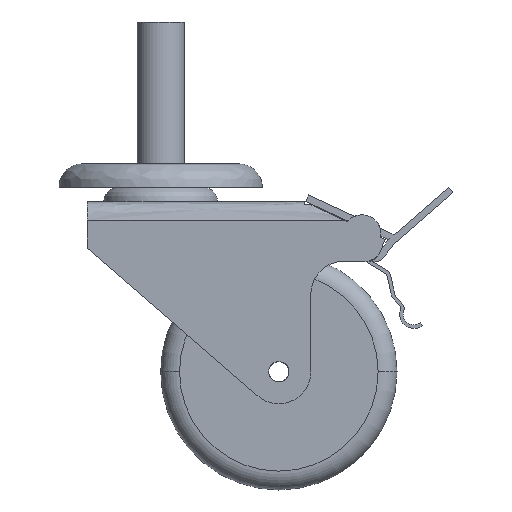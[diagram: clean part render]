
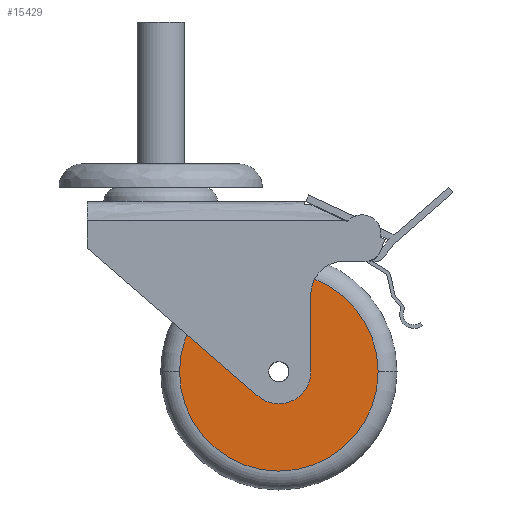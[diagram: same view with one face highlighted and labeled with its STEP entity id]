
A CAD part, left-side view. The second image highlights one B-rep face of the part: STEP entity #15429.
In plain terms, the highlighted planar face has unit normal (-1, 0, 0).
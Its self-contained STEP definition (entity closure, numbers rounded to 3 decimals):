
#15279=CARTESIAN_POINT('',(-0.355,-0.827,0.985));
#15280=VERTEX_POINT('',#15279);
#15289=CARTESIAN_POINT('',(-0.355,0.827,0.985));
#15290=VERTEX_POINT('',#15289);
#15298=CARTESIAN_POINT('',(-0.355,0.,0.985));
#15299=DIRECTION('',(1.0,0.0,0.0));
#15300=DIRECTION('',(0.0,-1.0,0.0));
#15301=AXIS2_PLACEMENT_3D('',#15298,#15299,#15300);
#15302=CIRCLE('',#15301,0.827);
#15303=EDGE_CURVE('',#15290,#15280,#15302,.T.);
#15315=CARTESIAN_POINT('',(-0.355,0.,1.069));
#15316=VERTEX_POINT('',#15315);
#15332=CARTESIAN_POINT('',(-0.355,0.,0.9));
#15333=VERTEX_POINT('',#15332);
#15340=CARTESIAN_POINT('',(-0.355,0.,0.985));
#15341=DIRECTION('',(1.0,0.0,0.0));
#15342=DIRECTION('',(0.0,0.0,1.0));
#15343=AXIS2_PLACEMENT_3D('',#15340,#15341,#15342);
#15344=CIRCLE('',#15343,0.085);
#15345=EDGE_CURVE('',#15316,#15333,#15344,.T.);
#15356=CARTESIAN_POINT('',(-0.355,0.,0.985));
#15357=DIRECTION('',(1.0,0.0,0.0));
#15358=DIRECTION('',(0.0,0.0,1.0));
#15359=AXIS2_PLACEMENT_3D('',#15356,#15357,#15358);
#15360=CIRCLE('',#15359,0.085);
#15361=EDGE_CURVE('',#15333,#15316,#15360,.T.);
#15380=CARTESIAN_POINT('',(-0.355,0.,0.985));
#15381=DIRECTION('',(1.0,0.0,0.0));
#15382=DIRECTION('',(0.0,-1.0,0.0));
#15383=AXIS2_PLACEMENT_3D('',#15380,#15381,#15382);
#15384=CIRCLE('',#15383,0.827);
#15385=EDGE_CURVE('',#15280,#15290,#15384,.T.);
#15416=CARTESIAN_POINT('',(-0.355,0.984,0.985));
#15417=DIRECTION('',(-1.0,0.0,0.0));
#15418=DIRECTION('',(0.0,1.0,0.0));
#15419=AXIS2_PLACEMENT_3D('',#15416,#15417,#15418);
#15420=PLANE('',#15419);
#15421=ORIENTED_EDGE('',*,*,#15303,.F.);
#15422=ORIENTED_EDGE('',*,*,#15385,.F.);
#15423=EDGE_LOOP('',(#15421,#15422));
#15424=FACE_OUTER_BOUND('',#15423,.T.);
#15425=ORIENTED_EDGE('',*,*,#15361,.T.);
#15426=ORIENTED_EDGE('',*,*,#15345,.T.);
#15427=EDGE_LOOP('',(#15425,#15426));
#15428=FACE_BOUND('',#15427,.T.);
#15429=ADVANCED_FACE('',(#15424,#15428),#15420,.T.);
